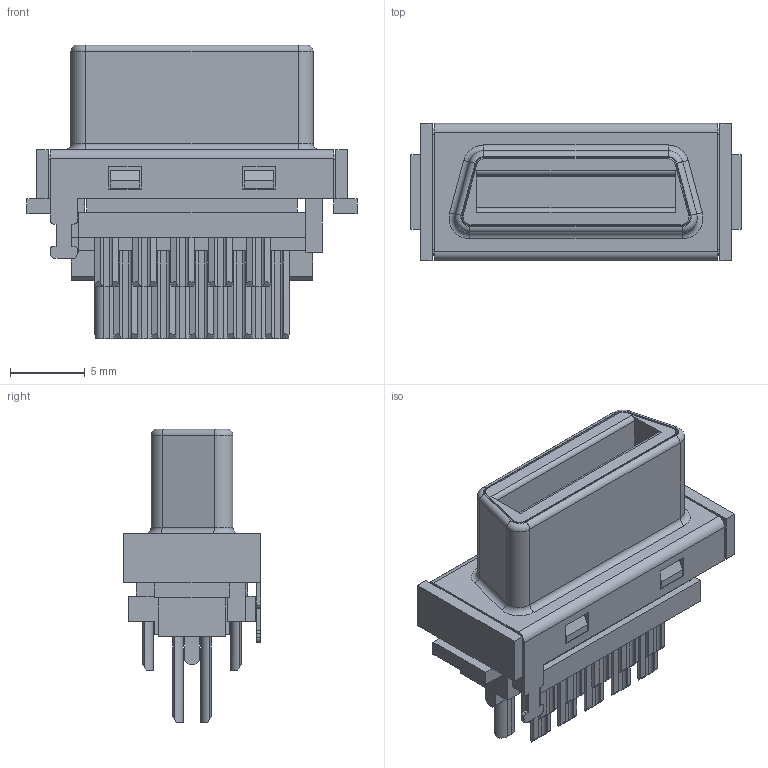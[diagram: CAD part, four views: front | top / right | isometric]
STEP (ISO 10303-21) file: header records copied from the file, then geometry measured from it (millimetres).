
FILE_DESCRIPTION(('Creo Elements/Direct Modeling STEP Export'),'2;1');
FILE_NAME('FI40B-20S.stp','2016-07-22T18:10:25',(''),(''),'Creo Elements/Direct Modeling STEP processor for AP214 (Solid Model)','Creo Elements/Direct Modeling 18.1E 22-Nov-2013 (C) Parametric Technology GmbH','');
FILE_SCHEMA(('AUTOMOTIVE_DESIGN { 1 0 10303 214 1 1 1 1 }'));
Length unit declared in the file: millimetre
Products named in the file (1): FI40B-20S
Bounding box: 22.15 x 9.2 x 19.7 mm (x, y, z)
Volume: 1504.6 mm3; surface area: 2044 mm2
Topology: 1 solids, 1 shells, 494 faces, 1304 edges, 844 vertices
Faces by surface type: plane 362, cylinder 120, torus 8, cone 4
Entity records: 16784 total; most frequent: CARTESIAN_POINT 4577, ORIENTED_EDGE 2608, DIRECTION 2386, EDGE_CURVE 1304, VECTOR 1004, LINE 1004, VERTEX_POINT 844, AXIS2_PLACEMENT_3D 691
